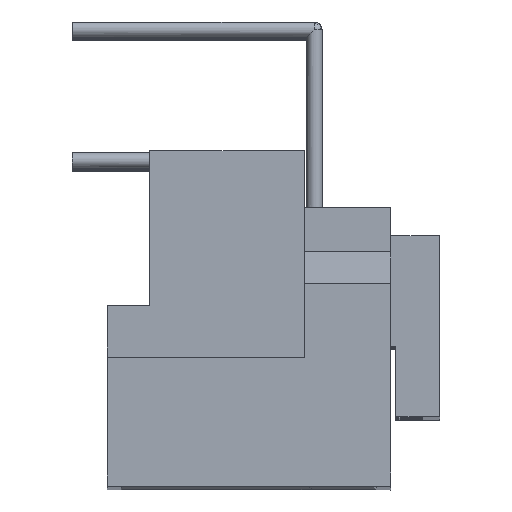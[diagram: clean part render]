
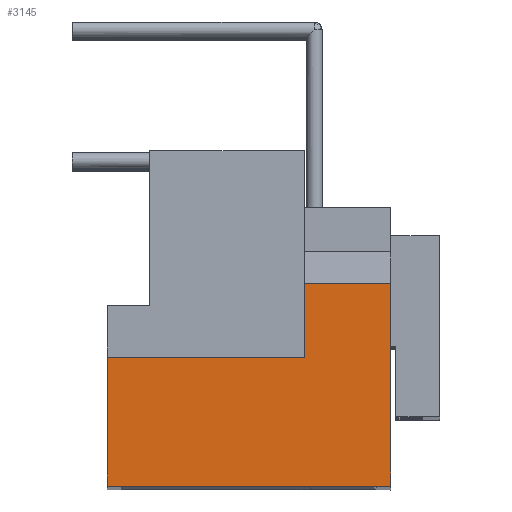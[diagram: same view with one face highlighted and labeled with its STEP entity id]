
A CAD part, top view. The second image highlights one B-rep face of the part: STEP entity #3145.
In plain terms, the highlighted planar face has unit normal (0, 0, 1).
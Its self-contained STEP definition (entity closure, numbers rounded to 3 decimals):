
#1681=LINE('',#11857,#2247);
#1684=LINE('',#11863,#2250);
#1742=LINE('',#12004,#2308);
#1746=LINE('',#12013,#2312);
#1747=LINE('',#12015,#2313);
#1748=LINE('',#12016,#2314);
#2247=VECTOR('',#9695,1.);
#2250=VECTOR('',#9700,1.);
#2308=VECTOR('',#9842,1.);
#2312=VECTOR('',#9848,1.);
#2313=VECTOR('',#9849,1.);
#2314=VECTOR('',#9850,1.);
#3145=ADVANCED_FACE('',(#3671),#3395,.T.);
#3395=PLANE('',#8153);
#3671=FACE_OUTER_BOUND('',#4227,.T.);
#4227=EDGE_LOOP('',(#5716,#5717,#5718,#5719,#5720,#5721));
#5716=ORIENTED_EDGE('',*,*,#7174,.T.);
#5717=ORIENTED_EDGE('',*,*,#7175,.F.);
#5718=ORIENTED_EDGE('',*,*,#7170,.F.);
#5719=ORIENTED_EDGE('',*,*,#7176,.F.);
#5720=ORIENTED_EDGE('',*,*,#7104,.F.);
#5721=ORIENTED_EDGE('',*,*,#7101,.T.);
#6343=VERTEX_POINT('',#11858);
#6344=VERTEX_POINT('',#11859);
#6345=VERTEX_POINT('',#11864);
#6386=VERTEX_POINT('',#12005);
#6387=VERTEX_POINT('',#12006);
#6390=VERTEX_POINT('',#12014);
#7101=EDGE_CURVE('',#6343,#6344,#1681,.T.);
#7104=EDGE_CURVE('',#6343,#6345,#1684,.T.);
#7170=EDGE_CURVE('',#6386,#6387,#1742,.T.);
#7174=EDGE_CURVE('',#6344,#6390,#1746,.T.);
#7175=EDGE_CURVE('',#6387,#6390,#1747,.T.);
#7176=EDGE_CURVE('',#6345,#6386,#1748,.T.);
#8153=AXIS2_PLACEMENT_3D('',#12017,#9851,#9852);
#9695=DIRECTION('',(0.,-1.,0.));
#9700=DIRECTION('',(1.,0.,0.));
#9842=DIRECTION('',(-1.,0.,0.));
#9848=DIRECTION('',(-1.,0.,0.));
#9849=DIRECTION('',(0.,1.,0.));
#9850=DIRECTION('',(0.,-1.,0.));
#9851=DIRECTION('',(0.,0.,1.));
#9852=DIRECTION('',(0.,-1.,0.));
#11857=CARTESIAN_POINT('',(7.7,7.877,87.5));
#11858=CARTESIAN_POINT('',(7.7,7.877,87.5));
#11859=CARTESIAN_POINT('',(7.7,5.,87.5));
#11863=CARTESIAN_POINT('',(7.7,7.877,87.5));
#11864=CARTESIAN_POINT('',(11.05,7.877,87.5));
#12004=CARTESIAN_POINT('',(11.1,0.,87.5));
#12005=CARTESIAN_POINT('',(11.05,0.,87.5));
#12006=CARTESIAN_POINT('',(0.05,0.,87.5));
#12013=CARTESIAN_POINT('',(7.7,5.,87.5));
#12014=CARTESIAN_POINT('',(0.05,5.,87.5));
#12015=CARTESIAN_POINT('',(0.05,0.,87.5));
#12016=CARTESIAN_POINT('',(11.05,7.877,87.5));
#12017=CARTESIAN_POINT('',(0.,7.877,87.5));
